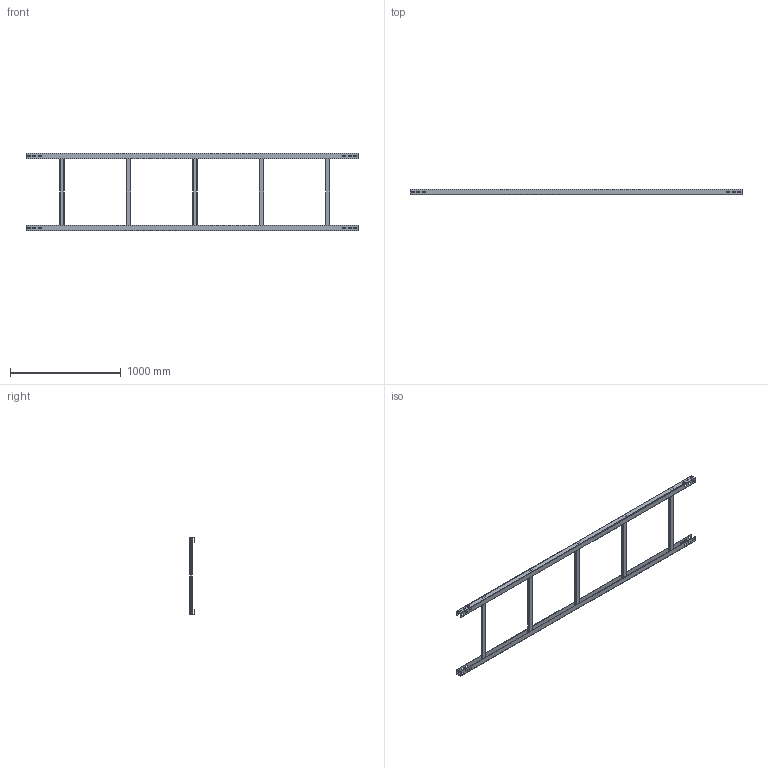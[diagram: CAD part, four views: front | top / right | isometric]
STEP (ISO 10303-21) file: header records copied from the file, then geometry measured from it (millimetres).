
FILE_DESCRIPTION((''),'2;1');
FILE_NAME('6010490_REFERENZ_ASM','2012-12-13T',('AndreasKeweloh'),(''),'PRO/ENGINEER BY PARAMETRIC TECHNOLOGY CORPORATION, 2012230','PRO/ENGINEER BY PARAMETRIC TECHNOLOGY CORPORATION, 2012230','');
FILE_SCHEMA(('CONFIG_CONTROL_DESIGN'));
Length unit declared in the file: millimetre
Products named in the file (3): KTS_01_021-001_US_5__L_3000_; KTS_REF_C_40; 6010490_REFERENZ_ASM
Assembly tree (7 placements, depth 2):
  6010490_REFERENZ_ASM
    KTS_01_021-001_US_5__L_3000_  x2
    KTS_REF_C_40  x5
Bounding box: 3000 x 50 x 700 mm (x, y, z)
Volume: 2798219.5 mm3; surface area: 2429560 mm2
Topology: 7 solids, 7 shells, 446 faces, 1328 edges, 920 vertices
Faces by surface type: plane 282, cylinder 164
Entity records: 6052 total; most frequent: CARTESIAN_POINT 1098, ORIENTED_EDGE 1040, DIRECTION 980, EDGE_CURVE 520, VECTOR 384, LINE 384, VERTEX_POINT 376, AXIS2_PLACEMENT_3D 298
